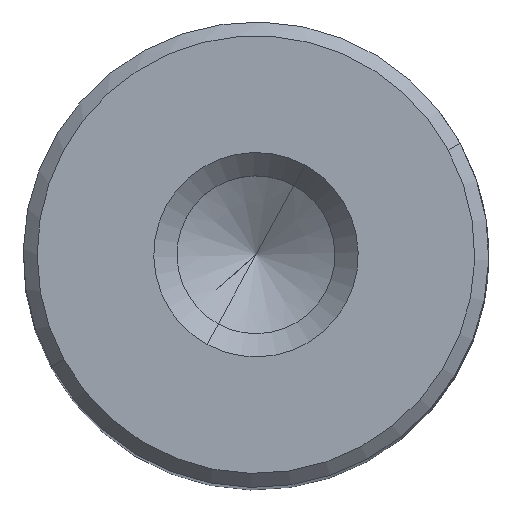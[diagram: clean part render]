
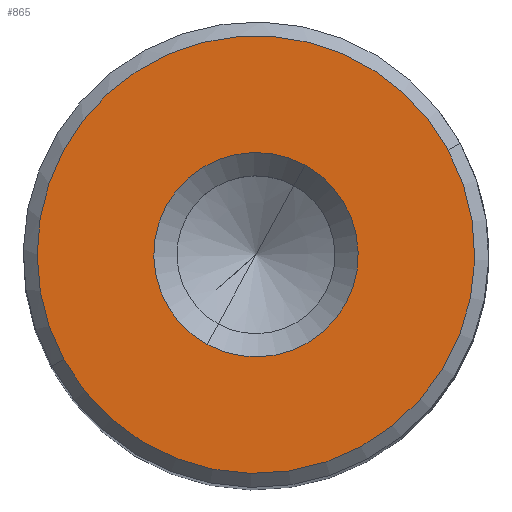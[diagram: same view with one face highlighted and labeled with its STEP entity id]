
A CAD part, top view. The second image highlights one B-rep face of the part: STEP entity #865.
In plain terms, the highlighted planar face has unit normal (0, 0, 1).
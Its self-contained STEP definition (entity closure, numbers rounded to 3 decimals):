
#356=CARTESIAN_POINT('',(0.,0.,50.));
#357=DIRECTION('',(0.,0.,1.));
#358=DIRECTION('',(0.878,0.479,0.));
#359=AXIS2_PLACEMENT_3D('',#356,#357,#358);
#364=CARTESIAN_POINT('',(0.,0.,50.));
#365=DIRECTION('',(0.,0.,1.));
#366=DIRECTION('',(-0.878,-0.479,0.));
#367=AXIS2_PLACEMENT_3D('',#364,#365,#366);
#372=CARTESIAN_POINT('',(0.,0.,50.));
#373=DIRECTION('',(0.,0.,1.));
#374=DIRECTION('',(-1.,0.,0.));
#375=AXIS2_PLACEMENT_3D('',#372,#373,#374);
#380=CARTESIAN_POINT('',(0.,0.,50.));
#381=DIRECTION('',(0.,0.,-1.));
#382=DIRECTION('',(-0.479,-0.878,0.));
#383=AXIS2_PLACEMENT_3D('',#380,#381,#382);
#388=CARTESIAN_POINT('',(0.,0.,50.));
#389=DIRECTION('',(0.,0.,-1.));
#390=DIRECTION('',(0.479,0.878,0.));
#391=AXIS2_PLACEMENT_3D('',#388,#389,#390);
#626=CARTESIAN_POINT('',(8.249,4.507,50.));
#627=CARTESIAN_POINT('',(-9.4,0.,50.));
#628=VERTEX_POINT('',#626);
#629=VERTEX_POINT('',#627);
#630=CARTESIAN_POINT('',(-8.249,-4.507,50.));
#631=VERTEX_POINT('',#630);
#632=CARTESIAN_POINT('',(-2.105,-3.853,50.));
#633=CARTESIAN_POINT('',(2.105,3.853,50.));
#634=VERTEX_POINT('',#632);
#635=VERTEX_POINT('',#633);
#848=CARTESIAN_POINT('',(9.4,0.,50.));
#849=DIRECTION('',(0.,0.,1.));
#850=DIRECTION('',(0.,-1.,0.));
#851=AXIS2_PLACEMENT_3D('',#848,#849,#850);
#852=PLANE('',#851);
#853=ORIENTED_EDGE('',*,*,#843,.F.);
#855=ORIENTED_EDGE('',*,*,#854,.F.);
#856=ORIENTED_EDGE('',*,*,#836,.F.);
#857=EDGE_LOOP('',(#853,#855,#856));
#858=FACE_OUTER_BOUND('',#857,.F.);
#860=ORIENTED_EDGE('',*,*,#859,.F.);
#862=ORIENTED_EDGE('',*,*,#861,.F.);
#863=EDGE_LOOP('',(#860,#862));
#864=FACE_BOUND('',#863,.F.);
#360=CIRCLE('',#359,9.4);
#368=CIRCLE('',#367,9.4);
#376=CIRCLE('',#375,9.4);
#384=CIRCLE('',#383,4.391);
#392=CIRCLE('',#391,4.391);
#836=EDGE_CURVE('',#629,#631,#376,.T.);
#843=EDGE_CURVE('',#628,#629,#360,.T.);
#854=EDGE_CURVE('',#631,#628,#368,.T.);
#859=EDGE_CURVE('',#634,#635,#384,.T.);
#861=EDGE_CURVE('',#635,#634,#392,.T.);
#865=ADVANCED_FACE('',(#858,#864),#852,.T.);
